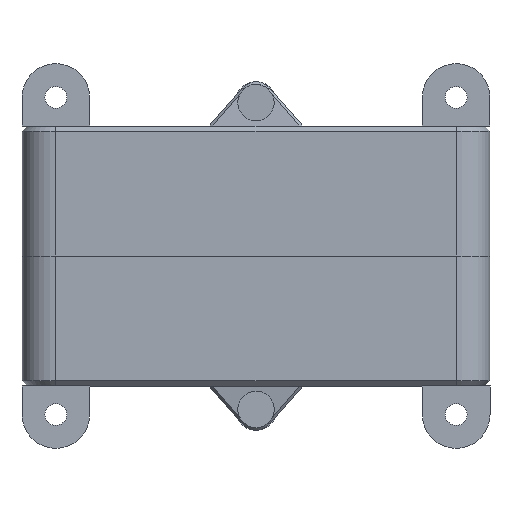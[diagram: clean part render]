
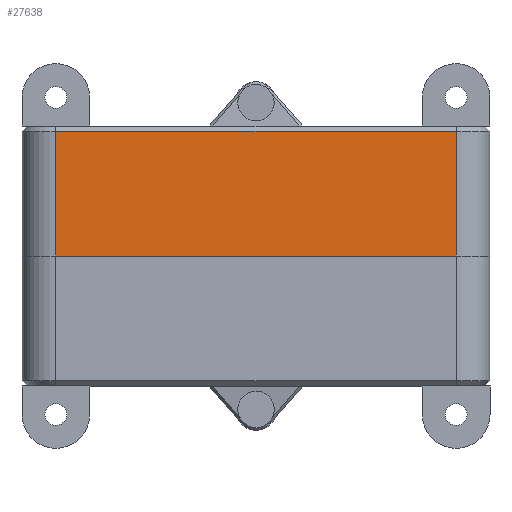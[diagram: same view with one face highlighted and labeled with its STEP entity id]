
A CAD part, front view. The second image highlights one B-rep face of the part: STEP entity #27638.
In plain terms, the highlighted planar face has unit normal (0, -1, 0).
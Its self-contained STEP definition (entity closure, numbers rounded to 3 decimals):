
#1571=PLANE('',#29418);
#2707=FACE_OUTER_BOUND('',#4274,.T.);
#4274=EDGE_LOOP('',(#21964,#21965,#21966,#21967));
#5385=LINE('',#36822,#8283);
#5427=LINE('',#36933,#8325);
#5533=LINE('',#37388,#8431);
#5534=LINE('',#37390,#8432);
#8283=VECTOR('',#30614,10.);
#8325=VECTOR('',#30698,10.);
#8431=VECTOR('',#30896,10.);
#8432=VECTOR('',#30899,10.);
#11982=VERTEX_POINT('',#36819);
#11983=VERTEX_POINT('',#36821);
#12029=VERTEX_POINT('',#36925);
#12031=VERTEX_POINT('',#36931);
#14706=EDGE_CURVE('',#11982,#11983,#5385,.T.);
#14762=EDGE_CURVE('',#12031,#12029,#5427,.T.);
#14907=EDGE_CURVE('',#11983,#12031,#5533,.T.);
#14908=EDGE_CURVE('',#12029,#11982,#5534,.T.);
#21964=ORIENTED_EDGE('',*,*,#14762,.F.);
#21965=ORIENTED_EDGE('',*,*,#14907,.F.);
#21966=ORIENTED_EDGE('',*,*,#14706,.F.);
#21967=ORIENTED_EDGE('',*,*,#14908,.F.);
#27638=ADVANCED_FACE('',(#2707),#1571,.T.);
#29418=AXIS2_PLACEMENT_3D('',#41863,#32768,#32769);
#30614=DIRECTION('',(1.,0.,0.));
#30698=DIRECTION('',(-1.,0.,0.));
#30896=DIRECTION('',(0.,0.,-1.));
#30899=DIRECTION('',(0.,0.,1.));
#32768=DIRECTION('center_axis',(0.,-1.,0.));
#32769=DIRECTION('ref_axis',(1.,0.,0.));
#36819=CARTESIAN_POINT('',(-38.5,0.,25.));
#36821=CARTESIAN_POINT('',(38.5,0.,25.));
#36822=CARTESIAN_POINT('',(-45.,0.,25.));
#36925=CARTESIAN_POINT('',(-38.5,0.,1.));
#36931=CARTESIAN_POINT('',(38.5,0.,1.));
#36933=CARTESIAN_POINT('',(-22.5,0.,1.));
#37388=CARTESIAN_POINT('',(38.5,0.,0.));
#37390=CARTESIAN_POINT('',(-38.5,0.,0.));
#41863=CARTESIAN_POINT('Origin',(-45.,0.,
0.));
